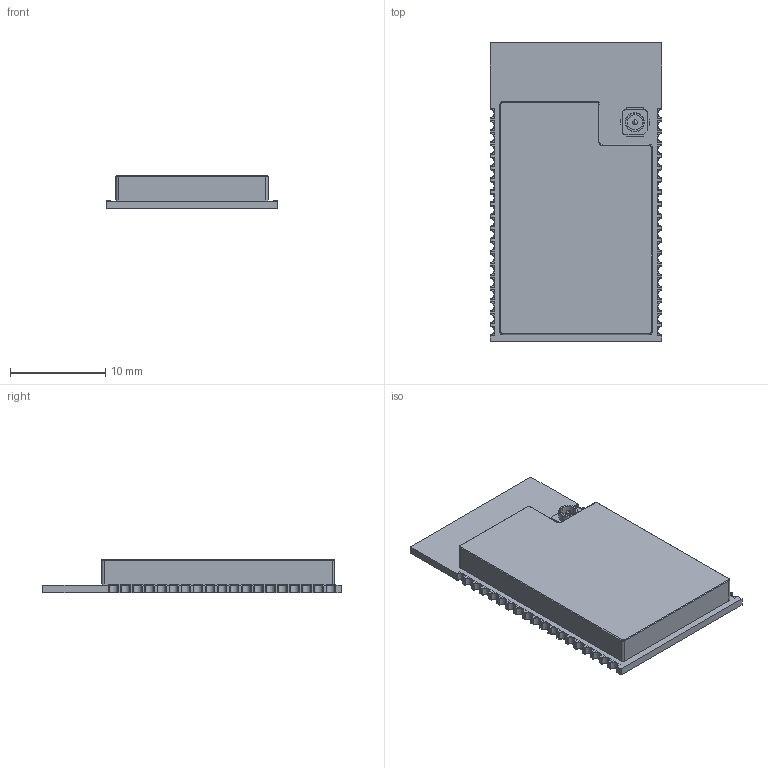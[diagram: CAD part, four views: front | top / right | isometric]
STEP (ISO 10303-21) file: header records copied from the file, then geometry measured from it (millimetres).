
FILE_DESCRIPTION(('FreeCAD Model'),'2;1');
FILE_NAME('Open CASCADE Shape Model','2021-07-05T13:25:03',('Author'),( ''),'Open CASCADE STEP processor 7.5','FreeCAD','Unknown');
FILE_SCHEMA(('AUTOMOTIVE_DESIGN { 1 0 10303 214 1 1 1 1 }'));
Length unit declared in the file: millimetre
Products named in the file (44): ESP32-Wrover-I v7; Pads038; Compound; Compound001; Compound002; Compound003; Compound004; Compound005; Compound006; Compound007; Compound008; Compound009; Compound010; Compound011; Compound012; Compound013; Compound014; Compound015; Compound016; Compound017; Compound018; Compound019; Compound020; Compound021; Compound022; Compound023; Compound024; Compound025; Compound026; Compound027; Compound028; Compound029; Compound030; Compound031; Compound032; Compound033; Compound034; Compound035; Compound036; Compound037 ...
Assembly tree (43 placements, depth 3):
  ESP32-Wrover-I v7
    Pads038
      Compound
      Compound001
      Compound002
      Compound003
      Compound004
      Compound005
      Compound006
      Compound007
      Compound008
      Compound009
      Compound010
      Compound011
      Compound012
      Compound013
      Compound014
      Compound015
      Compound016
      Compound017
      Compound018
      Compound019
      Compound020
      Compound021
      Compound022
      Compound023
      Compound024
      Compound025
      Compound026
      Compound027
      Compound028
      Compound029
      Compound030
      Compound031
      Compound032
      Compound033
      Compound034
      Compound035
      Compound036
      Compound037
    COMPOUND003
      COMPOUND
      COMPOUND001
      C-1909763-1
Bounding box: 18.08 x 31.4 x 3.5 mm (x, y, z)
Volume: 1445.1 mm3; surface area: 2304.1 mm2
Topology: 41 solids, 41 shells, 459 faces, 1105 edges, 730 vertices
Faces by surface type: plane 344, cylinder 105, torus 6, cone 2, sphere 2
Entity records: 31915 total; most frequent: CARTESIAN_POINT 5172, DIRECTION 4445, LINE 2888, VECTOR 2888, ORIENTED_EDGE 2206, PCURVE 2206, DEFINITIONAL_REPRESENTATION 2206, EDGE_CURVE 1103
